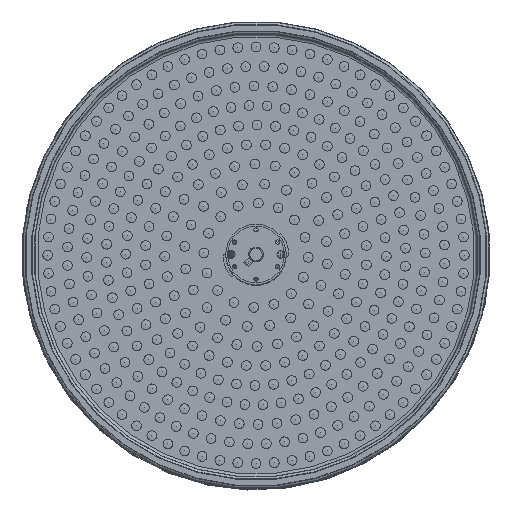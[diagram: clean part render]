
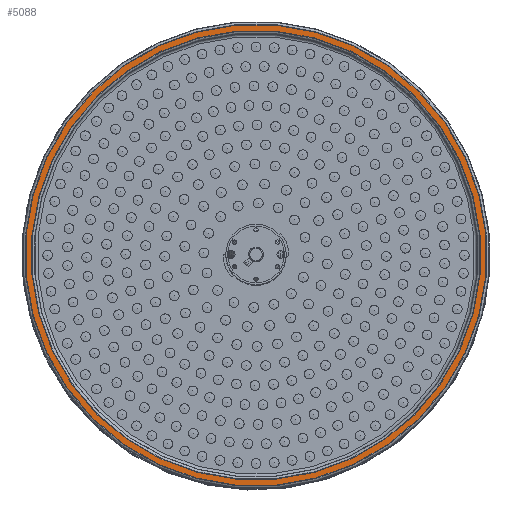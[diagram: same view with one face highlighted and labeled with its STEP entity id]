
A CAD part, top view. The second image highlights one B-rep face of the part: STEP entity #5088.
In plain terms, the highlighted planar face has unit normal (0, 0, 1).
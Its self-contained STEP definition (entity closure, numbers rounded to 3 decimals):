
#528=PLANE('',#25140);
#3179=FACE_BOUND('',#9455,.T.);
#3180=FACE_BOUND('',#9456,.T.);
#5088=ADVANCED_FACE('',(#3179,#3180),#528,.F.);
#9455=EDGE_LOOP('',(#12328));
#9456=EDGE_LOOP('',(#12329));
#12328=ORIENTED_EDGE('',*,*,#20326,.T.);
#12329=ORIENTED_EDGE('',*,*,#20327,.T.);
#17985=VERTEX_POINT('',#36626);
#17986=VERTEX_POINT('',#36628);
#20326=EDGE_CURVE('',#17985,#17985,#23286,.T.);
#20327=EDGE_CURVE('',#17986,#17986,#23287,.T.);
#23286=CIRCLE('',#25138,230.52);
#23287=CIRCLE('',#25139,236.572);
#25138=AXIS2_PLACEMENT_3D('',#36625,#29257,#29258);
#25139=AXIS2_PLACEMENT_3D('',#36627,#29259,#29260);
#25140=AXIS2_PLACEMENT_3D('',#36629,#29261,#29262);
#29257=DIRECTION('',(0.,0.,-1.));
#29258=DIRECTION('',(0.906,-0.423,0.));
#29259=DIRECTION('',(0.,0.,1.));
#29260=DIRECTION('',(0.906,-0.423,0.));
#29261=DIRECTION('',(0.,0.,-1.));
#29262=DIRECTION('',(0.906,-0.423,0.));
#36625=CARTESIAN_POINT('',(0.,0.,496.));
#36626=CARTESIAN_POINT('',(208.922,-97.422,496.));
#36627=CARTESIAN_POINT('',(0.,0.,496.));
#36628=CARTESIAN_POINT('',(214.407,-99.98,496.));
#36629=CARTESIAN_POINT('',(0.,0.,496.));
